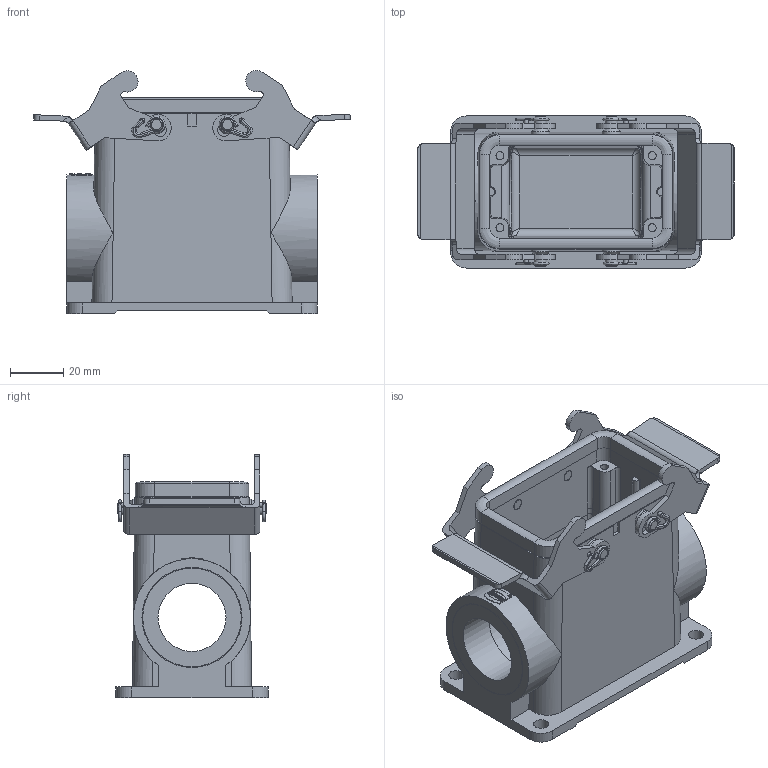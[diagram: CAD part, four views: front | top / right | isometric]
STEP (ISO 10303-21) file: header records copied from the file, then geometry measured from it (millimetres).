
FILE_DESCRIPTION((''),'2;1');
FILE_NAME('04300100267.stp','2020-07-07T15:12:54',('e.eickhoff'),(''),'Autodesk Inventor 2012','Autodesk Inventor 2012','');
FILE_SCHEMA(('AUTOMOTIVE_DESIGN { 1 0 10303 214 1 1 1 1 }'));
Length unit declared in the file: millimetre
Products named in the file (4): 04300100267; M25-PG29 Adapter; Metallbügel QBÜ
Assembly tree (5 placements, depth 2):
  04300100267
    04300100267
    M25-PG29 Adapter  x2
    Metallbügel QBÜ  x2
Bounding box: 118.59 x 57 x 91.06 mm (x, y, z)
Volume: 133006.5 mm3; surface area: 65600.8 mm2
Topology: 9 solids, 9 shells, 497 faces, 1323 edges, 871 vertices
Faces by surface type: plane 256, cylinder 189, cone 22, torus 20, bspline 10
Full cylindrical faces by diameter (mm): 1.7 x4, 2 x4, 3 x4, 4 x4, 4.8 x4, 5.6 x4, 7 x4, 25.5 x2, 32 x2, 37 x2, 37.5 x2
Entity records: 13778 total; most frequent: CARTESIAN_POINT 3649, DIRECTION 2079, ORIENTED_EDGE 1984, EDGE_CURVE 992, AXIS2_PLACEMENT_3D 772, VERTEX_POINT 672, VECTOR 535, LINE 535
